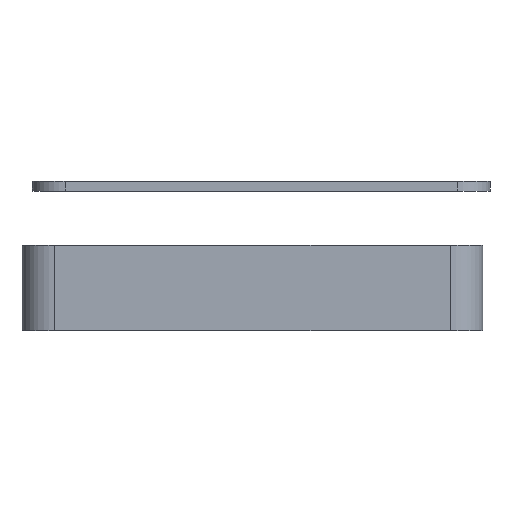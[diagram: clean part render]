
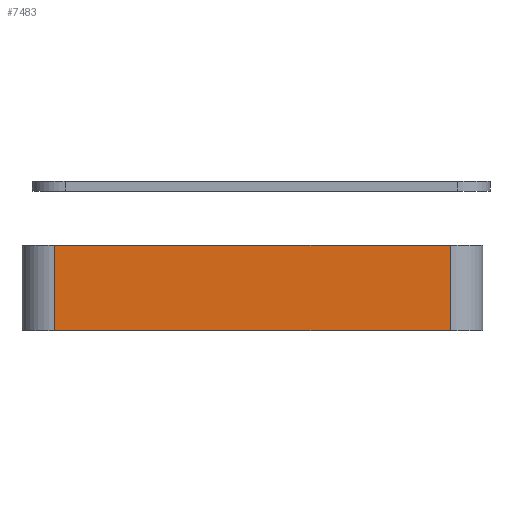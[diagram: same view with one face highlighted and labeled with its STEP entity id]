
A CAD part, left-side view. The second image highlights one B-rep face of the part: STEP entity #7483.
In plain terms, the highlighted planar face has unit normal (-1, 0, 0).
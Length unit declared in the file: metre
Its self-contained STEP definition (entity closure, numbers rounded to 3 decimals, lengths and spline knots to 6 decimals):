
#502=LINE('',#10468,#1096);
#551=LINE('',#10849,#1145);
#574=LINE('',#10895,#1168);
#575=LINE('',#10896,#1169);
#1096=VECTOR('',#8575,1.);
#1145=VECTOR('',#8684,1.);
#1168=VECTOR('',#8719,1.);
#1169=VECTOR('',#8720,1.);
#1700=PLANE('',#8045);
#2155=ORIENTED_EDGE('',*,*,#4213,.T.);
#2156=ORIENTED_EDGE('',*,*,#4372,.T.);
#2157=ORIENTED_EDGE('',*,*,#4347,.F.);
#2158=ORIENTED_EDGE('',*,*,#4373,.T.);
#4213=EDGE_CURVE('',#5328,#5327,#502,.T.);
#4347=EDGE_CURVE('',#5461,#5462,#551,.T.);
#4372=EDGE_CURVE('',#5327,#5462,#574,.F.);
#4373=EDGE_CURVE('',#5461,#5328,#575,.T.);
#5327=VERTEX_POINT('',#10467);
#5328=VERTEX_POINT('',#10469);
#5461=VERTEX_POINT('',#10848);
#5462=VERTEX_POINT('',#10850);
#6224=EDGE_LOOP('',(#2155,#2156,#2157,#2158));
#6812=FACE_BOUND('',#6224,.T.);
#7483=ADVANCED_FACE('',(#6812),#1700,.F.);
#8045=AXIS2_PLACEMENT_3D('',#10894,#8717,#8718);
#8575=DIRECTION('',(0.,-1.,0.));
#8684=DIRECTION('',(0.,-1.,0.));
#8717=DIRECTION('',(1.,0.,0.));
#8718=DIRECTION('',(0.,0.,-1.));
#8719=DIRECTION('',(0.,0.,-1.));
#8720=DIRECTION('',(0.,0.,-1.));
#10467=CARTESIAN_POINT('',(-0.04,-0.03015,0.));
#10468=CARTESIAN_POINT('',(-0.04,0.,0.));
#10469=CARTESIAN_POINT('',(-0.04,0.03015,0.));
#10848=CARTESIAN_POINT('',(-0.04,0.03015,0.013));
#10849=CARTESIAN_POINT('',(-0.04,0.,0.013));
#10850=CARTESIAN_POINT('',(-0.04,-0.03015,0.013));
#10894=CARTESIAN_POINT('',(-0.04,0.,0.013));
#10895=CARTESIAN_POINT('',(-0.04,-0.03015,0.013));
#10896=CARTESIAN_POINT('',(-0.04,0.03015,0.013));
